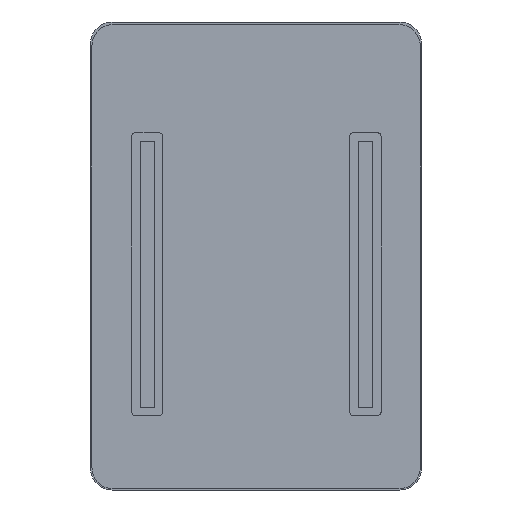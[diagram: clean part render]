
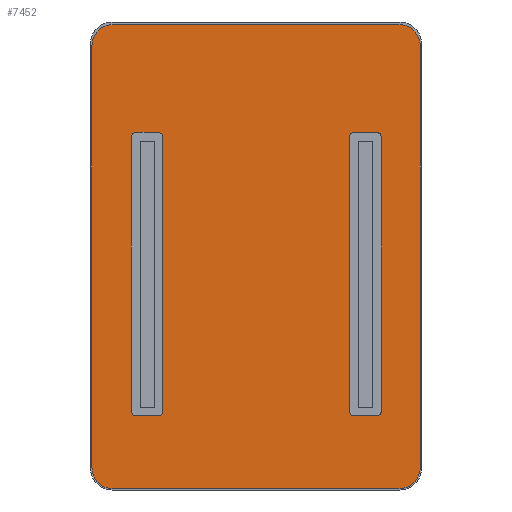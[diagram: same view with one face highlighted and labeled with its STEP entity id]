
A CAD part, front view. The second image highlights one B-rep face of the part: STEP entity #7452.
In plain terms, the highlighted planar face has unit normal (0, -1, 0).
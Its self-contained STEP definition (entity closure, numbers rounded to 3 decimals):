
#201=FACE_BOUND('',#1106,.T.);
#202=FACE_BOUND('',#1107,.T.);
#225=CIRCLE('',#7809,0.4);
#227=CIRCLE('',#7812,0.4);
#229=CIRCLE('',#7816,0.4);
#231=CIRCLE('',#7820,0.4);
#233=CIRCLE('',#7824,0.4);
#235=CIRCLE('',#7828,0.4);
#237=CIRCLE('',#7832,0.4);
#239=CIRCLE('',#7836,0.4);
#261=CIRCLE('',#7871,2.);
#262=CIRCLE('',#7874,2.);
#267=CIRCLE('',#7882,2.);
#268=CIRCLE('',#7885,2.);
#664=FACE_OUTER_BOUND('',#1105,.T.);
#1105=EDGE_LOOP('',(#5188,#5189,#5190,#5191,#5192,#5193,#5194,#5195));
#1106=EDGE_LOOP('',(#5196,#5197,#5198,#5199,#5200,#5201,#5202,#5203));
#1107=EDGE_LOOP('',(#5204,#5205,#5206,#5207,#5208,#5209,#5210,#5211));
#1477=LINE('',#10438,#2251);
#1483=LINE('',#10458,#2257);
#1487=LINE('',#10470,#2261);
#1492=LINE('',#10483,#2266);
#1496=LINE('',#10496,#2270);
#1500=LINE('',#10508,#2274);
#1505=LINE('',#10522,#2279);
#1509=LINE('',#10533,#2283);
#1534=LINE('',#10625,#2308);
#1537=LINE('',#10633,#2311);
#1544=LINE('',#10658,#2318);
#1546=LINE('',#10664,#2320);
#2251=VECTOR('',#8428,10.);
#2257=VECTOR('',#8448,10.);
#2261=VECTOR('',#8460,10.);
#2266=VECTOR('',#8473,10.);
#2270=VECTOR('',#8485,10.);
#2274=VECTOR('',#8497,10.);
#2279=VECTOR('',#8510,10.);
#2283=VECTOR('',#8522,10.);
#2308=VECTOR('',#8615,10.);
#2311=VECTOR('',#8624,10.);
#2318=VECTOR('',#8647,10.);
#2320=VECTOR('',#8655,10.);
#3025=VERTEX_POINT('',#10436);
#3026=VERTEX_POINT('',#10437);
#3029=VERTEX_POINT('',#10445);
#3031=VERTEX_POINT('',#10451);
#3033=VERTEX_POINT('',#10457);
#3035=VERTEX_POINT('',#10463);
#3037=VERTEX_POINT('',#10469);
#3040=VERTEX_POINT('',#10477);
#3042=VERTEX_POINT('',#10486);
#3043=VERTEX_POINT('',#10487);
#3046=VERTEX_POINT('',#10495);
#3048=VERTEX_POINT('',#10501);
#3050=VERTEX_POINT('',#10507);
#3053=VERTEX_POINT('',#10515);
#3055=VERTEX_POINT('',#10521);
#3057=VERTEX_POINT('',#10527);
#3089=VERTEX_POINT('',#10617);
#3090=VERTEX_POINT('',#10619);
#3091=VERTEX_POINT('',#10623);
#3092=VERTEX_POINT('',#10627);
#3093=VERTEX_POINT('',#10631);
#3102=VERTEX_POINT('',#10652);
#3103=VERTEX_POINT('',#10656);
#3104=VERTEX_POINT('',#10660);
#3774=EDGE_CURVE('',#3025,#3026,#1477,.T.);
#3778=EDGE_CURVE('',#3026,#3029,#225,.T.);
#3781=EDGE_CURVE('',#3031,#3025,#227,.T.);
#3784=EDGE_CURVE('',#3029,#3033,#1483,.T.);
#3787=EDGE_CURVE('',#3033,#3035,#229,.T.);
#3790=EDGE_CURVE('',#3035,#3037,#1487,.T.);
#3794=EDGE_CURVE('',#3037,#3040,#231,.T.);
#3797=EDGE_CURVE('',#3040,#3031,#1492,.T.);
#3799=EDGE_CURVE('',#3042,#3043,#233,.T.);
#3803=EDGE_CURVE('',#3043,#3046,#1496,.T.);
#3806=EDGE_CURVE('',#3046,#3048,#235,.T.);
#3809=EDGE_CURVE('',#3048,#3050,#1500,.T.);
#3813=EDGE_CURVE('',#3050,#3053,#237,.T.);
#3816=EDGE_CURVE('',#3053,#3055,#1505,.T.);
#3819=EDGE_CURVE('',#3055,#3057,#239,.T.);
#3822=EDGE_CURVE('',#3057,#3042,#1509,.T.);
#3865=EDGE_CURVE('',#3089,#3090,#261,.T.);
#3868=EDGE_CURVE('',#3091,#3089,#1534,.T.);
#3870=EDGE_CURVE('',#3092,#3091,#262,.T.);
#3872=EDGE_CURVE('',#3093,#3092,#1537,.T.);
#3882=EDGE_CURVE('',#3102,#3093,#267,.T.);
#3884=EDGE_CURVE('',#3103,#3102,#1544,.T.);
#3886=EDGE_CURVE('',#3104,#3103,#268,.T.);
#3887=EDGE_CURVE('',#3104,#3090,#1546,.T.);
#5188=ORIENTED_EDGE('',*,*,#3872,.F.);
#5189=ORIENTED_EDGE('',*,*,#3882,.F.);
#5190=ORIENTED_EDGE('',*,*,#3884,.F.);
#5191=ORIENTED_EDGE('',*,*,#3886,.F.);
#5192=ORIENTED_EDGE('',*,*,#3887,.T.);
#5193=ORIENTED_EDGE('',*,*,#3865,.F.);
#5194=ORIENTED_EDGE('',*,*,#3868,.F.);
#5195=ORIENTED_EDGE('',*,*,#3870,.F.);
#5196=ORIENTED_EDGE('',*,*,#3787,.T.);
#5197=ORIENTED_EDGE('',*,*,#3790,.T.);
#5198=ORIENTED_EDGE('',*,*,#3794,.T.);
#5199=ORIENTED_EDGE('',*,*,#3797,.T.);
#5200=ORIENTED_EDGE('',*,*,#3781,.T.);
#5201=ORIENTED_EDGE('',*,*,#3774,.T.);
#5202=ORIENTED_EDGE('',*,*,#3778,.T.);
#5203=ORIENTED_EDGE('',*,*,#3784,.T.);
#5204=ORIENTED_EDGE('',*,*,#3813,.T.);
#5205=ORIENTED_EDGE('',*,*,#3816,.T.);
#5206=ORIENTED_EDGE('',*,*,#3819,.T.);
#5207=ORIENTED_EDGE('',*,*,#3822,.T.);
#5208=ORIENTED_EDGE('',*,*,#3799,.T.);
#5209=ORIENTED_EDGE('',*,*,#3803,.T.);
#5210=ORIENTED_EDGE('',*,*,#3806,.T.);
#5211=ORIENTED_EDGE('',*,*,#3809,.T.);
#7175=PLANE('',#7940);
#7452=ADVANCED_FACE('',(#664,#201,#202),#7175,.F.);
#7809=AXIS2_PLACEMENT_3D('',#10446,#8434,#8435);
#7812=AXIS2_PLACEMENT_3D('',#10452,#8441,#8442);
#7816=AXIS2_PLACEMENT_3D('',#10464,#8453,#8454);
#7820=AXIS2_PLACEMENT_3D('',#10478,#8466,#8467);
#7824=AXIS2_PLACEMENT_3D('',#10488,#8477,#8478);
#7828=AXIS2_PLACEMENT_3D('',#10502,#8490,#8491);
#7832=AXIS2_PLACEMENT_3D('',#10516,#8503,#8504);
#7836=AXIS2_PLACEMENT_3D('',#10528,#8515,#8516);
#7871=AXIS2_PLACEMENT_3D('',#10620,#8609,#8610);
#7874=AXIS2_PLACEMENT_3D('',#10629,#8619,#8620);
#7882=AXIS2_PLACEMENT_3D('',#10654,#8642,#8643);
#7885=AXIS2_PLACEMENT_3D('',#10662,#8651,#8652);
#7940=AXIS2_PLACEMENT_3D('',#10770,#8786,#8787);
#8428=DIRECTION('',(1.,0.,0.));
#8434=DIRECTION('center_axis',(0.,1.,0.));
#8435=DIRECTION('ref_axis',(1.,0.,0.));
#8441=DIRECTION('center_axis',(0.,1.,0.));
#8442=DIRECTION('ref_axis',(0.,0.,1.));
#8448=DIRECTION('',(0.,0.,-1.));
#8453=DIRECTION('center_axis',(0.,1.,0.));
#8454=DIRECTION('ref_axis',(0.,0.,-1.));
#8460=DIRECTION('',(-1.,0.,0.));
#8466=DIRECTION('center_axis',(0.,1.,0.));
#8467=DIRECTION('ref_axis',(-1.,0.,0.));
#8473=DIRECTION('',(0.,0.,1.));
#8477=DIRECTION('center_axis',(0.,1.,0.));
#8478=DIRECTION('ref_axis',(1.,0.,0.));
#8485=DIRECTION('',(0.,0.,-1.));
#8490=DIRECTION('center_axis',(0.,1.,0.));
#8491=DIRECTION('ref_axis',(0.,0.,-1.));
#8497=DIRECTION('',(-1.,0.,0.));
#8503=DIRECTION('center_axis',(0.,1.,0.));
#8504=DIRECTION('ref_axis',(-1.,0.,0.));
#8510=DIRECTION('',(0.,0.,1.));
#8515=DIRECTION('center_axis',(0.,1.,0.));
#8516=DIRECTION('ref_axis',(0.,0.,1.));
#8522=DIRECTION('',(1.,0.,0.));
#8609=DIRECTION('center_axis',(0.,1.,0.));
#8610=DIRECTION('ref_axis',(0.,0.,1.));
#8615=DIRECTION('',(1.,0.,0.));
#8619=DIRECTION('center_axis',(0.,1.,0.));
#8620=DIRECTION('ref_axis',(-1.,0.,0.));
#8624=DIRECTION('',(0.,0.,1.));
#8642=DIRECTION('center_axis',(0.,1.,0.));
#8643=DIRECTION('ref_axis',(0.,0.,-1.));
#8647=DIRECTION('',(-1.,0.,0.));
#8651=DIRECTION('center_axis',(0.,1.,0.));
#8652=DIRECTION('ref_axis',(1.,0.,0.));
#8655=DIRECTION('',(0.,0.,1.));
#8786=DIRECTION('center_axis',(0.,1.,0.));
#8787=DIRECTION('ref_axis',(1.,0.,0.));
#10436=CARTESIAN_POINT('',(21.799,-0.15,30.625));
#10437=CARTESIAN_POINT('',(23.95,-0.15,30.625));
#10438=CARTESIAN_POINT('',(13.245,-0.15,30.625));
#10445=CARTESIAN_POINT('',(24.35,-0.15,30.225));
#10446=CARTESIAN_POINT('Origin',(23.95,-0.15,30.225));
#10451=CARTESIAN_POINT('',(21.399,-0.15,30.225));
#10452=CARTESIAN_POINT('Origin',(21.799,-0.15,30.225));
#10457=CARTESIAN_POINT('',(24.35,-0.15,4.625));
#10458=CARTESIAN_POINT('',(24.35,-0.15,20.125));
#10463=CARTESIAN_POINT('',(23.95,-0.15,4.225));
#10464=CARTESIAN_POINT('Origin',(23.95,-0.15,4.625));
#10469=CARTESIAN_POINT('',(21.799,-0.15,4.225));
#10470=CARTESIAN_POINT('',(12.17,-0.15,4.225));
#10477=CARTESIAN_POINT('',(21.399,-0.15,4.625));
#10478=CARTESIAN_POINT('Origin',(21.799,-0.15,4.625));
#10483=CARTESIAN_POINT('',(21.399,-0.15,32.925));
#10486=CARTESIAN_POINT('',(3.601,-0.15,30.625));
#10487=CARTESIAN_POINT('',(4.001,-0.15,30.225));
#10488=CARTESIAN_POINT('Origin',(3.601,-0.15,30.225));
#10495=CARTESIAN_POINT('',(4.001,-0.15,4.625));
#10496=CARTESIAN_POINT('',(4.001,-0.15,20.125));
#10501=CARTESIAN_POINT('',(3.601,-0.15,4.225));
#10502=CARTESIAN_POINT('Origin',(3.601,-0.15,4.625));
#10507=CARTESIAN_POINT('',(1.479,-0.15,4.225));
#10508=CARTESIAN_POINT('',(2.009,-0.15,4.225));
#10515=CARTESIAN_POINT('',(1.079,-0.15,4.625));
#10516=CARTESIAN_POINT('Origin',(1.479,-0.15,4.625));
#10521=CARTESIAN_POINT('',(1.079,-0.15,30.225));
#10522=CARTESIAN_POINT('',(1.079,-0.15,32.925));
#10527=CARTESIAN_POINT('',(1.479,-0.15,30.625));
#10528=CARTESIAN_POINT('Origin',(1.479,-0.15,30.225));
#10533=CARTESIAN_POINT('',(3.071,-0.15,30.625));
#10617=CARTESIAN_POINT('',(26.,-0.15,40.7));
#10619=CARTESIAN_POINT('',(28.,-0.15,38.7));
#10620=CARTESIAN_POINT('Origin',(26.,-0.15,38.7));
#10623=CARTESIAN_POINT('',(-0.6,-0.15,40.7));
#10625=CARTESIAN_POINT('',(24.4,-0.15,40.7));
#10627=CARTESIAN_POINT('',(-2.6,-0.15,38.7));
#10629=CARTESIAN_POINT('Origin',(-0.6,-0.15,38.7));
#10631=CARTESIAN_POINT('',(-2.6,-0.15,-0.6));
#10633=CARTESIAN_POINT('',(-2.6,-0.15,-0.6));
#10652=CARTESIAN_POINT('',(-0.6,-0.15,-2.6));
#10654=CARTESIAN_POINT('Origin',(-0.6,-0.15,-0.6));
#10656=CARTESIAN_POINT('',(26.,-0.15,-2.6));
#10658=CARTESIAN_POINT('',(1.,-0.15,-2.6));
#10660=CARTESIAN_POINT('',(28.,-0.15,-0.6));
#10662=CARTESIAN_POINT('Origin',(26.,-0.15,-0.6));
#10664=CARTESIAN_POINT('',(28.,-0.15,-0.6));
#10770=CARTESIAN_POINT('Origin',(2.54,-0.15,35.625));
